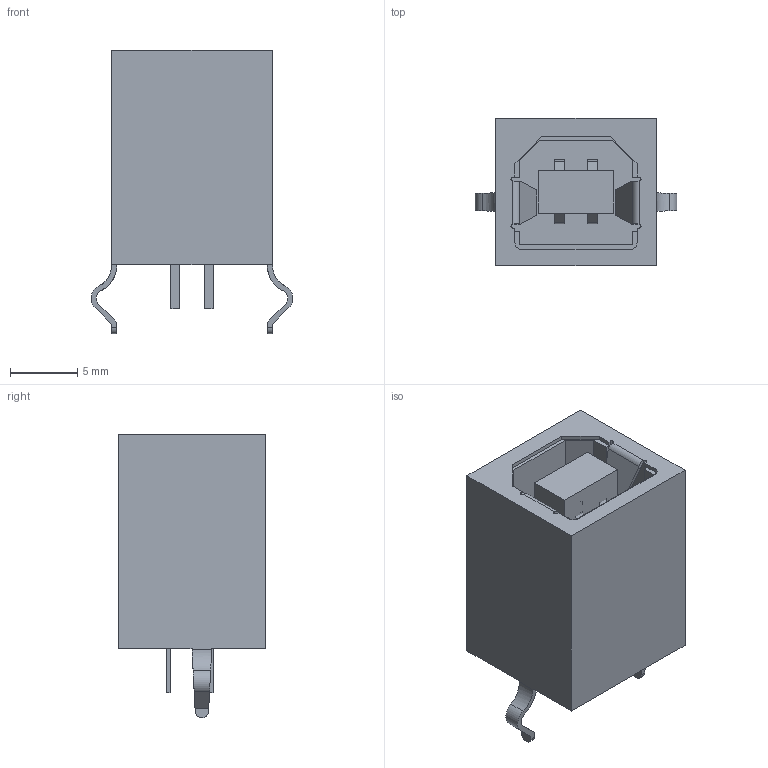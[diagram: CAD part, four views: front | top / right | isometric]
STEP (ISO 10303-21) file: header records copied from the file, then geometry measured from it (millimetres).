
FILE_DESCRIPTION(/* description */ ('STEP AP214'),/* implementation_level */ '2;1');
FILE_NAME(/* name */ 'USB-B-S-F-B-VT',/* time_stamp */ '2023-03-09T19:21:01+01:00',/* author */ ('License CC BY-ND 4.0'),/* organization */ ('CADENAS'),/* preprocessor_version */ 'ST-DEVELOPER v18.102',/* originating_system */ 'PARTsolutions',/* authorisation */ ' ');
FILE_SCHEMA (('AUTOMOTIVE_DESIGN {1 0 10303 214 3 1 1}'));
Length unit declared in the file: millimetre
Products named in the file (4): USB-B-S-F-B-VT; USB-B-S-VT_P; USB-B-S-B-VT_B; USB-B-S-VT_S
Assembly tree (3 placements, depth 2):
  USB-B-S-F-B-VT
    USB-B-S-VT_P
    USB-B-S-B-VT_B
    USB-B-S-VT_S
Bounding box: 15.04 x 11 x 21.15 mm (x, y, z)
Volume: 1673.3 mm3; surface area: 3403.5 mm2
Topology: 3 solids, 3 shells, 194 faces, 544 edges, 360 vertices
Faces by surface type: plane 166, cylinder 28
Entity records: 6263 total; most frequent: CARTESIAN_POINT 1102, ORIENTED_EDGE 1088, DIRECTION 996, EDGE_CURVE 544, LINE 488, VECTOR 488, VERTEX_POINT 360, AXIS2_PLACEMENT_3D 254
